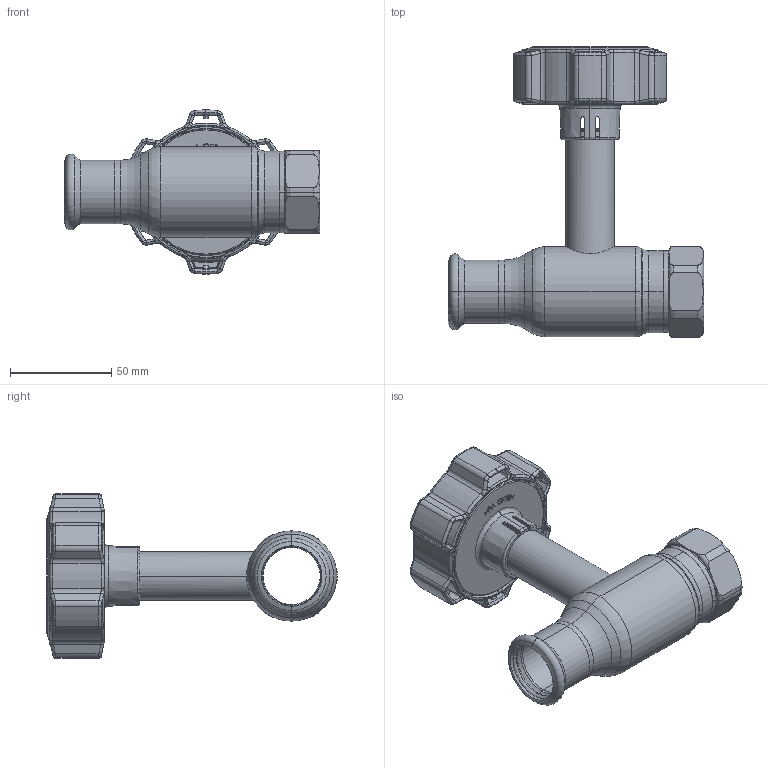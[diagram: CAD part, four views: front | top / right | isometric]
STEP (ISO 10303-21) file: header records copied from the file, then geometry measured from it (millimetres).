
FILE_DESCRIPTION (( 'STEP AP214' ), '1' );
FILE_NAME ('2025001001-0400.step', '2023-12-12T08:44:38', ( '' ), ( '' ), 'SwSTEP 2.0', 'SolidWorks 2021', '' );
FILE_SCHEMA (( 'AUTOMOTIVE_DESIGN' ));
Length unit declared in the file: millimetre
Products named in the file (1): 2025001001-0400
Bounding box: 125.8 x 143.3 x 81 mm (x, y, z)
Surface area: 53691.3 mm2 (no closed solid volume)
Topology: 0 solids, 20 shells, 588 faces, 1845 edges, 1238 vertices
Faces by surface type: bspline 190, cylinder 139, plane 114, cone 75, torus 70
Entity records: 38138 total; most frequent: CARTESIAN_POINT 17531, ORIENTED_EDGE 3129, DIRECTION 2341, EDGE_CURVE 1845, VERTEX_POINT 1238, AXIS2_PLACEMENT_3D 919, B_SPLINE_CURVE_WITH_KNOTS 774, EDGE_LOOP 620
